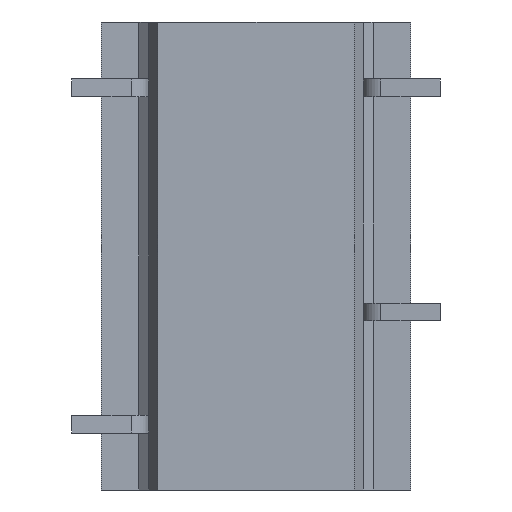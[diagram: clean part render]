
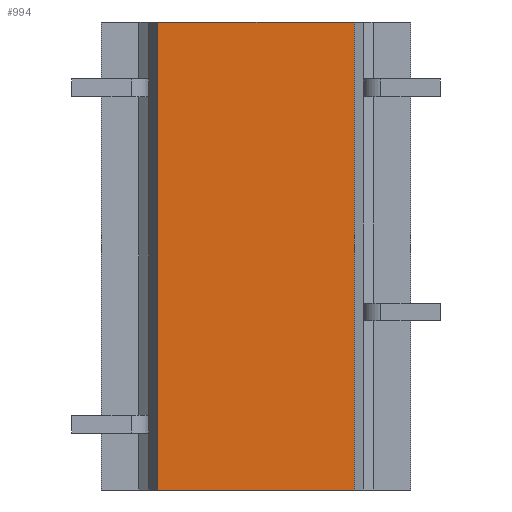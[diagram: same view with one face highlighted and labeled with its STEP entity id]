
A CAD part, front view. The second image highlights one B-rep face of the part: STEP entity #994.
In plain terms, the highlighted planar face has unit normal (0, -1, 0).
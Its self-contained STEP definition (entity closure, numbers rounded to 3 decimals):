
#94=FACE_OUTER_BOUND('',#148,.T.);
#148=EDGE_LOOP('',(#873,#874,#875,#876));
#167=LINE('',#1396,#287);
#188=LINE('',#1438,#308);
#258=LINE('',#1607,#378);
#271=LINE('',#1640,#391);
#287=VECTOR('',#1117,10.);
#308=VECTOR('',#1148,10.);
#378=VECTOR('',#1320,10.);
#391=VECTOR('',#1353,10.);
#405=VERTEX_POINT('',#1393);
#406=VERTEX_POINT('',#1395);
#421=VERTEX_POINT('',#1435);
#422=VERTEX_POINT('',#1437);
#495=EDGE_CURVE('',#405,#406,#167,.T.);
#516=EDGE_CURVE('',#422,#421,#188,.T.);
#602=EDGE_CURVE('',#405,#422,#258,.T.);
#619=EDGE_CURVE('',#421,#406,#271,.T.);
#873=ORIENTED_EDGE('',*,*,#602,.T.);
#874=ORIENTED_EDGE('',*,*,#516,.T.);
#875=ORIENTED_EDGE('',*,*,#619,.T.);
#876=ORIENTED_EDGE('',*,*,#495,.F.);
#940=PLANE('',#1088);
#994=ADVANCED_FACE('',(#94),#940,.F.);
#1088=AXIS2_PLACEMENT_3D('',#1639,#1351,#1352);
#1117=DIRECTION('',(0.,0.,-1.));
#1148=DIRECTION('',(0.,0.,-1.));
#1320=DIRECTION('',(-1.,0.,0.));
#1351=DIRECTION('center_axis',(0.,1.,0.));
#1352=DIRECTION('ref_axis',(1.,0.,0.));
#1353=DIRECTION('',(1.,0.,0.));
#1393=CARTESIAN_POINT('',(21.66,-34.281,0.));
#1395=CARTESIAN_POINT('',(21.66,-34.281,-10.6));
#1396=CARTESIAN_POINT('',(21.66,-34.281,0.));
#1435=CARTESIAN_POINT('',(17.203,-34.281,-10.6));
#1437=CARTESIAN_POINT('',(17.203,-34.281,0.));
#1438=CARTESIAN_POINT('',(17.203,-34.281,0.));
#1607=CARTESIAN_POINT('',(21.66,-34.281,0.));
#1639=CARTESIAN_POINT('Origin',(17.203,-34.281,0.));
#1640=CARTESIAN_POINT('',(19.432,-34.281,-10.6));
